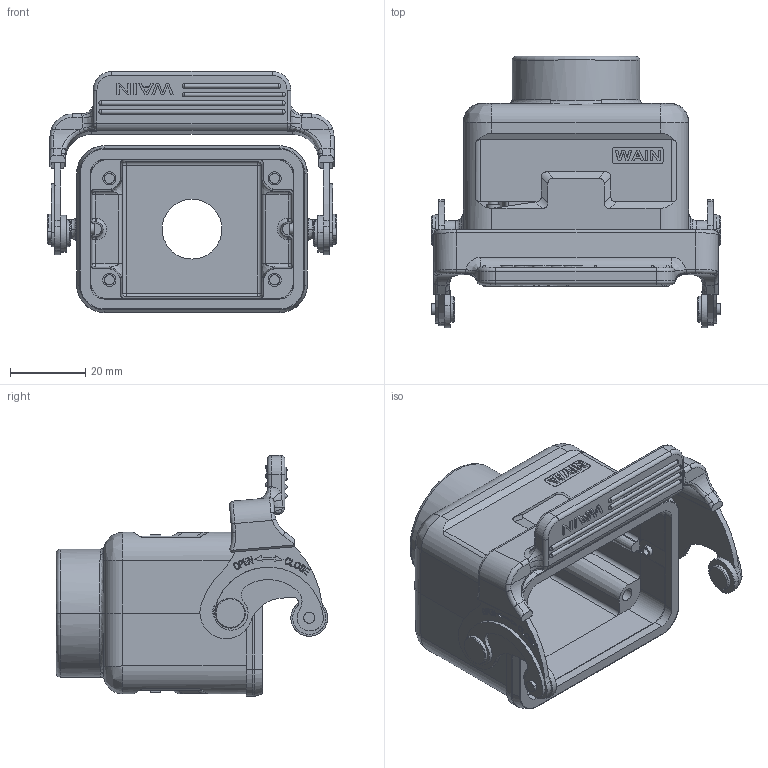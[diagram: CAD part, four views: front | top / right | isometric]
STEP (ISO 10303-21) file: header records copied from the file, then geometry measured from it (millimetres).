
FILE_DESCRIPTION((''),'2;1');
FILE_NAME('3D_1111064101001_W6B-TE-2B-M20_','2017-10-10T',('sy.ji'),(''),'PRO/ENGINEER BY PARAMETRIC TECHNOLOGY CORPORATION, 2014310','PRO/ENGINEER BY PARAMETRIC TECHNOLOGY CORPORATION, 2014310','');
FILE_SCHEMA(('CONFIG_CONTROL_DESIGN'));
Products named in the file (1): 3D_1111064101001_W6B-TE-2B-M20_
Bounding box: 77 x 72.24 x 64.17 mm (x, y, z)
Volume: 54583.1 mm3; surface area: 31653.3 mm2
Topology: 1 solids, 33 shells, 1267 faces, 3386 edges, 2197 vertices
Faces by surface type: plane 563, extrusion 258, cylinder 241, bspline 88, cone 40, sphere 40, torus 37
Entity records: 57421 total; most frequent: CARTESIAN_POINT 16044, ORIENTED_EDGE 6584, DIRECTION 5330, PRESENTATION_STYLE_ASSIGNMENT 3471, STYLED_ITEM 3355, CURVE_STYLE 3333, EDGE_CURVE 3333, VERTEX_POINT 2197
